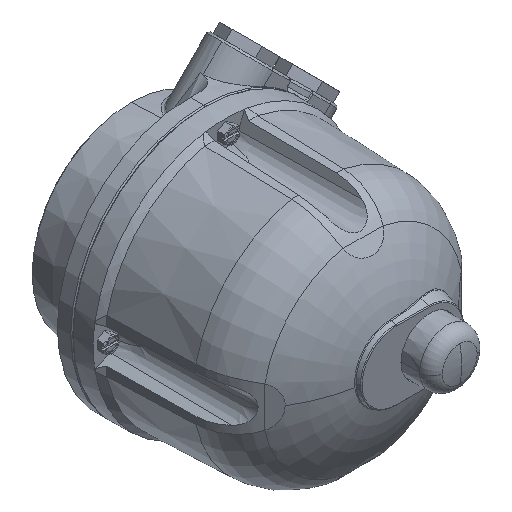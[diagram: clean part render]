
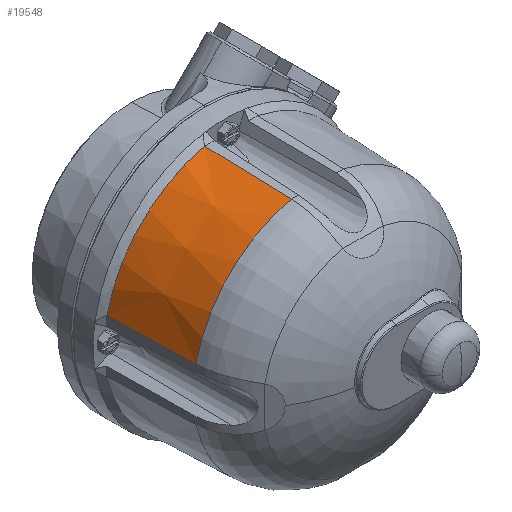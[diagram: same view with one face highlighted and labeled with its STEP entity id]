
A CAD part, isometric view. The second image highlights one B-rep face of the part: STEP entity #19548.
In plain terms, the highlighted conical face has half-angle 2 degrees and reference radius 69 mm.
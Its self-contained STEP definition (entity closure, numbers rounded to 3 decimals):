
#1061 = EDGE_CURVE ( 'NONE', #1267, #25864, #5193, .T. ) ;
#1267 = VERTEX_POINT ( 'NONE', #19169 ) ;
#2378 = ORIENTED_EDGE ( 'NONE', *, *, #1061, .T. ) ;
#3320 = DIRECTION ( 'NONE',  ( 0., 1., 0. ) ) ;
#3387 = EDGE_LOOP ( 'NONE', ( #13240, #16665, #3437, #13471, #20770, #2378 ) ) ;
#3437 = ORIENTED_EDGE ( 'NONE', *, *, #19317, .T. ) ;
#4013 = CIRCLE ( 'NONE', #17494, 68.501 ) ;
#4729 = CARTESIAN_POINT ( 'NONE',  ( 222.894, -100.647, 60.492 ) ) ;
#4988 = CARTESIAN_POINT ( 'NONE',  ( 171.595, -100.636, 9.194 ) ) ;
#5193 = B_SPLINE_CURVE_WITH_KNOTS ( 'NONE', 3,
 ( #4729, #6930, #21456, #11674 ),
 .UNSPECIFIED., .F., .F.,
 ( 4, 4 ),
 ( 0., 0. ),
 .UNSPECIFIED. ) ;
#5411 = CARTESIAN_POINT ( 'NONE',  ( 222.837, -85.206, 61.031 ) ) ;
#5605 = CARTESIAN_POINT ( 'NONE',  ( 222.894, -100.636, 60.492 ) ) ;
#5698 = FACE_OUTER_BOUND ( 'NONE', #3387, .T. ) ;
#6930 = CARTESIAN_POINT ( 'NONE',  ( 222.894, -100.643, 60.492 ) ) ;
#7425 = CARTESIAN_POINT ( 'NONE',  ( 171.596, -100.64, 9.194 ) ) ;
#7519 = CARTESIAN_POINT ( 'NONE',  ( 171.595, -100.636, 9.194 ) ) ;
#8576 = CARTESIAN_POINT ( 'NONE',  ( 236.98, -100.647, -4.892 ) ) ;
#9607 = EDGE_CURVE ( 'NONE', #16127, #21408, #4013, .T. ) ;
#10098 = CARTESIAN_POINT ( 'NONE',  ( 171.595, -100.636, 9.194 ) ) ;
#10380 = CARTESIAN_POINT ( 'NONE',  ( 222.78, -69.777, 61.57 ) ) ;
#10678 = DIRECTION ( 'NONE',  ( -1., 0., 0. ) ) ;
#10899 = CONICAL_SURFACE ( 'NONE', #14664, 69., 0.035 ) ;
#11674 = CARTESIAN_POINT ( 'NONE',  ( 222.894, -100.636, 60.492 ) ) ;
#12168 = CARTESIAN_POINT ( 'NONE',  ( 171.596, -100.643, 9.194 ) ) ;
#12253 = B_SPLINE_CURVE_WITH_KNOTS ( 'NONE', 3,
 ( #5605, #5411, #10380, #15147 ),
 .UNSPECIFIED., .F., .F.,
 ( 4, 4 ),
 ( 0., 0.046 ),
 .UNSPECIFIED. ) ;
#12458 = AXIS2_PLACEMENT_3D ( 'NONE', #8576, #27670, #13431 ) ;
#12460 = CARTESIAN_POINT ( 'NONE',  ( 171.596, -100.647, 9.194 ) ) ;
#13240 = ORIENTED_EDGE ( 'NONE', *, *, #29823, .T. ) ;
#13431 = DIRECTION ( 'NONE',  ( -1., 0., 0. ) ) ;
#13471 = ORIENTED_EDGE ( 'NONE', *, *, #23311, .T. ) ;
#13897 = CARTESIAN_POINT ( 'NONE',  ( 171.057, -85.206, 9.251 ) ) ;
#14664 = AXIS2_PLACEMENT_3D ( 'NONE', #15247, #3320, #10678 ) ;
#15147 = CARTESIAN_POINT ( 'NONE',  ( 222.723, -54.348, 62.109 ) ) ;
#15247 = CARTESIAN_POINT ( 'NONE',  ( 236.98, -40.05, -4.892 ) ) ;
#15704 = CARTESIAN_POINT ( 'NONE',  ( 169.979, -54.348, 9.365 ) ) ;
#16127 = VERTEX_POINT ( 'NONE', #21166 ) ;
#16665 = ORIENTED_EDGE ( 'NONE', *, *, #9607, .T. ) ;
#17494 = AXIS2_PLACEMENT_3D ( 'NONE', #18549, #25804, #25902 ) ;
#18549 = CARTESIAN_POINT ( 'NONE',  ( 236.98, -54.348, -4.892 ) ) ;
#19169 = CARTESIAN_POINT ( 'NONE',  ( 222.894, -100.647, 60.492 ) ) ;
#19317 = EDGE_CURVE ( 'NONE', #21408, #26668, #29298, .T. ) ;
#19453 = CARTESIAN_POINT ( 'NONE',  ( 171.596, -100.647, 9.194 ) ) ;
#19548 = ADVANCED_FACE ( 'NONE', ( #5698 ), #10899, .T. ) ;
#20770 = ORIENTED_EDGE ( 'NONE', *, *, #21406, .T. ) ;
#21166 = CARTESIAN_POINT ( 'NONE',  ( 222.723, -54.348, 62.109 ) ) ;
#21406 = EDGE_CURVE ( 'NONE', #27952, #1267, #22231, .T. ) ;
#21408 = VERTEX_POINT ( 'NONE', #25191 ) ;
#21456 = CARTESIAN_POINT ( 'NONE',  ( 222.894, -100.64, 60.492 ) ) ;
#22231 = CIRCLE ( 'NONE', #12458, 66.884 ) ;
#23311 = EDGE_CURVE ( 'NONE', #26668, #27952, #27903, .T. ) ;
#25191 = CARTESIAN_POINT ( 'NONE',  ( 169.979, -54.348, 9.365 ) ) ;
#25804 = DIRECTION ( 'NONE',  ( 0., -1., 0. ) ) ;
#25864 = VERTEX_POINT ( 'NONE', #29466 ) ;
#25902 = DIRECTION ( 'NONE',  ( 1., 0., 0. ) ) ;
#26668 = VERTEX_POINT ( 'NONE', #10098 ) ;
#27670 = DIRECTION ( 'NONE',  ( 0., 1., 0. ) ) ;
#27903 = B_SPLINE_CURVE_WITH_KNOTS ( 'NONE', 3,
 ( #7519, #7425, #12168, #19453 ),
 .UNSPECIFIED., .F., .F.,
 ( 4, 4 ),
 ( 0., 0. ),
 .UNSPECIFIED. ) ;
#27952 = VERTEX_POINT ( 'NONE', #12460 ) ;
#29298 = B_SPLINE_CURVE_WITH_KNOTS ( 'NONE', 3,
 ( #15704, #29715, #13897, #4988 ),
 .UNSPECIFIED., .F., .F.,
 ( 4, 4 ),
 ( 0.014, 0.061 ),
 .UNSPECIFIED. ) ;
#29466 = CARTESIAN_POINT ( 'NONE',  ( 222.894, -100.636, 60.492 ) ) ;
#29715 = CARTESIAN_POINT ( 'NONE',  ( 170.518, -69.777, 9.308 ) ) ;
#29823 = EDGE_CURVE ( 'NONE', #25864, #16127, #12253, .T. ) ;
